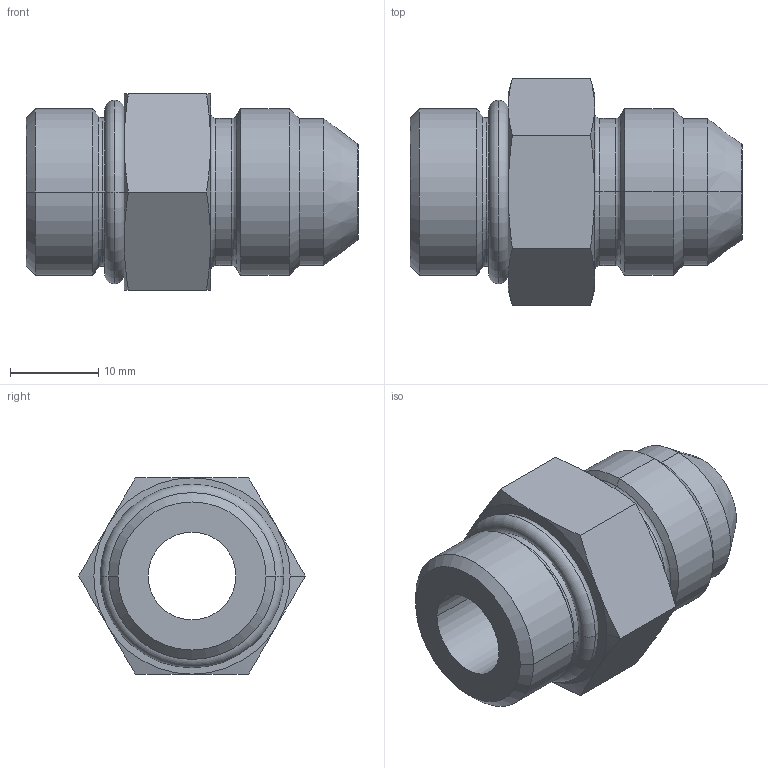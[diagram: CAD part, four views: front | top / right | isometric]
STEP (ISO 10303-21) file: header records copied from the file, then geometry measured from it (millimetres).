
FILE_DESCRIPTION((''),'2;1');
FILE_NAME('F5OX_8_ASM','2006-09-01T',('gw03351'),(''),'PRO/ENGINEER BY PARAMETRIC TECHNOLOGY CORPORATION, 2005290','PRO/ENGINEER BY PARAMETRIC TECHNOLOGY CORPORATION, 2005290','');
FILE_SCHEMA(('CONFIG_CONTROL_DESIGN'));
Length unit declared in the file: inch
Products named in the file (3): 8_F5X; 3-908; F5OX_8_ASM
Assembly tree (2 placements, depth 2):
  F5OX_8_ASM
    8_F5X
    3-908
Bounding box: 37.59 x 25.66 x 22.23 mm (x, y, z)
Volume: 8158.1 mm3; surface area: 4529.6 mm2
Topology: 2 solids, 2 shells, 59 faces, 122 edges, 67 vertices
Faces by surface type: cone 23, torus 14, cylinder 12, plane 10
Entity records: 1728 total; most frequent: CARTESIAN_POINT 381, DIRECTION 295, ORIENTED_EDGE 244, AXIS2_PLACEMENT_3D 133, EDGE_CURVE 122, CIRCLE 69, VERTEX_POINT 67, EDGE_LOOP 63
